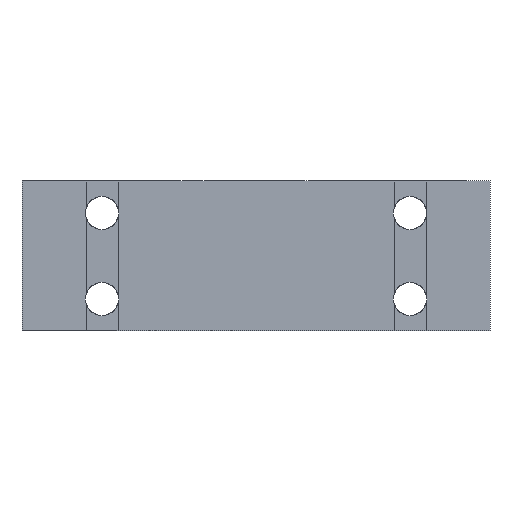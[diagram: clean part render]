
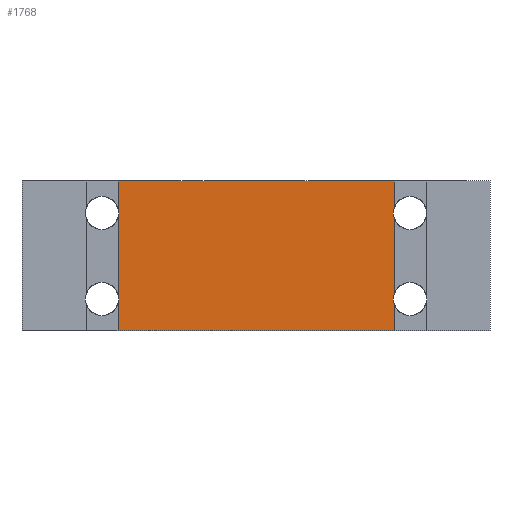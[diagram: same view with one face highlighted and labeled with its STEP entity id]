
A CAD part, front view. The second image highlights one B-rep face of the part: STEP entity #1768.
In plain terms, the highlighted planar face has unit normal (0, -1, 0).
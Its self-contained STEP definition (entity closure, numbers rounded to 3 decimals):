
#3 = CIRCLE ( 'NONE', #1314, 4.15 ) ;
#10 = ORIENTED_EDGE ( 'NONE', *, *, #547, .T. ) ;
#11 = DIRECTION ( 'NONE',  ( 0., -1., 0. ) ) ;
#22 = DIRECTION ( 'NONE',  ( 0., 0., -1. ) ) ;
#59 = EDGE_CURVE ( 'NONE', #1838, #767, #531, .T. ) ;
#70 = ORIENTED_EDGE ( 'NONE', *, *, #727, .F. ) ;
#80 = DIRECTION ( 'NONE',  ( 0., 0., 1. ) ) ;
#86 = VERTEX_POINT ( 'NONE', #332 ) ;
#168 = EDGE_CURVE ( 'NONE', #1025, #1794, #590, .T. ) ;
#200 = VERTEX_POINT ( 'NONE', #2262 ) ;
#229 = VECTOR ( 'NONE', #22, 1000. ) ;
#245 = DIRECTION ( 'NONE',  ( 0., 0., -1. ) ) ;
#258 = VERTEX_POINT ( 'NONE', #1217 ) ;
#263 = VECTOR ( 'NONE', #906, 1000. ) ;
#293 = DIRECTION ( 'NONE',  ( 0., 0., 1. ) ) ;
#320 = CARTESIAN_POINT ( 'NONE',  ( -34.5, 0., 3.394 ) ) ;
#332 = CARTESIAN_POINT ( 'NONE',  ( -34.5, 0., 5.606 ) ) ;
#341 = LINE ( 'NONE', #1991, #263 ) ;
#354 = ORIENTED_EDGE ( 'NONE', *, *, #59, .T. ) ;
#375 = LINE ( 'NONE', #1097, #1733 ) ;
#380 = VECTOR ( 'NONE', #624, 1000. ) ;
#390 = DIRECTION ( 'NONE',  ( 0., 1., 0. ) ) ;
#414 = CIRCLE ( 'NONE', #1274, 4.15 ) ;
#447 = EDGE_CURVE ( 'NONE', #1025, #86, #3, .T. ) ;
#463 = CARTESIAN_POINT ( 'NONE',  ( -38.5, 0., -17. ) ) ;
#485 = ORIENTED_EDGE ( 'NONE', *, *, #2288, .T. ) ;
#497 = AXIS2_PLACEMENT_3D ( 'NONE', #975, #1732, #80 ) ;
#531 = LINE ( 'NONE', #1845, #229 ) ;
#547 = EDGE_CURVE ( 'NONE', #1115, #679, #1508, .T. ) ;
#573 = ORIENTED_EDGE ( 'NONE', *, *, #615, .F. ) ;
#589 = CARTESIAN_POINT ( 'NONE',  ( -34.5, 0., -15.894 ) ) ;
#590 = LINE ( 'NONE', #761, #1731 ) ;
#615 = EDGE_CURVE ( 'NONE', #2345, #258, #1866, .T. ) ;
#624 = DIRECTION ( 'NONE',  ( 0., 0., -1. ) ) ;
#639 = ORIENTED_EDGE ( 'NONE', *, *, #168, .T. ) ;
#650 = CARTESIAN_POINT ( 'NONE',  ( 34.5, 0., -18.106 ) ) ;
#679 = VERTEX_POINT ( 'NONE', #1215 ) ;
#706 = VERTEX_POINT ( 'NONE', #858 ) ;
#727 = EDGE_CURVE ( 'NONE', #1377, #679, #1007, .T. ) ;
#761 = CARTESIAN_POINT ( 'NONE',  ( -34.5, 0., 12.5 ) ) ;
#767 = VERTEX_POINT ( 'NONE', #1263 ) ;
#794 = CARTESIAN_POINT ( 'NONE',  ( 34.5, 0., 12.5 ) ) ;
#818 = CARTESIAN_POINT ( 'NONE',  ( 34.5, 0., 12.5 ) ) ;
#858 = CARTESIAN_POINT ( 'NONE',  ( -34.5, 0., 12.5 ) ) ;
#862 = ORIENTED_EDGE ( 'NONE', *, *, #1370, .T. ) ;
#906 = DIRECTION ( 'NONE',  ( 0., 0., -1. ) ) ;
#920 = ORIENTED_EDGE ( 'NONE', *, *, #1737, .T. ) ;
#975 = CARTESIAN_POINT ( 'NONE',  ( 0., 0., 12.5 ) ) ;
#980 = ORIENTED_EDGE ( 'NONE', *, *, #1640, .F. ) ;
#987 = CARTESIAN_POINT ( 'NONE',  ( 38.5, 0., -17. ) ) ;
#1007 = LINE ( 'NONE', #818, #2358 ) ;
#1025 = VERTEX_POINT ( 'NONE', #320 ) ;
#1081 = ORIENTED_EDGE ( 'NONE', *, *, #447, .F. ) ;
#1097 = CARTESIAN_POINT ( 'NONE',  ( 0., 0., 12.5 ) ) ;
#1115 = VERTEX_POINT ( 'NONE', #1585 ) ;
#1116 = CIRCLE ( 'NONE', #1349, 4.15 ) ;
#1163 = LINE ( 'NONE', #1720, #1434 ) ;
#1171 = DIRECTION ( 'NONE',  ( 0., 0., 1. ) ) ;
#1215 = CARTESIAN_POINT ( 'NONE',  ( 34.5, 0., 5.606 ) ) ;
#1217 = CARTESIAN_POINT ( 'NONE',  ( 34.5, 0., -25. ) ) ;
#1219 = DIRECTION ( 'NONE',  ( 0., -1., 0. ) ) ;
#1239 = EDGE_LOOP ( 'NONE', ( #1081, #639, #980, #354, #485, #573, #862, #2314, #10, #70, #1575, #920 ) ) ;
#1263 = CARTESIAN_POINT ( 'NONE',  ( -34.5, 0., -25. ) ) ;
#1274 = AXIS2_PLACEMENT_3D ( 'NONE', #987, #1906, #1171 ) ;
#1314 = AXIS2_PLACEMENT_3D ( 'NONE', #1658, #11, #2017 ) ;
#1335 = LINE ( 'NONE', #2232, #1623 ) ;
#1349 = AXIS2_PLACEMENT_3D ( 'NONE', #463, #1219, #293 ) ;
#1370 = EDGE_CURVE ( 'NONE', #2345, #200, #414, .T. ) ;
#1377 = VERTEX_POINT ( 'NONE', #1517 ) ;
#1434 = VECTOR ( 'NONE', #2061, 1000. ) ;
#1508 = CIRCLE ( 'NONE', #2242, 4.15 ) ;
#1515 = DIRECTION ( 'NONE',  ( 0., 0., -1. ) ) ;
#1517 = CARTESIAN_POINT ( 'NONE',  ( 34.5, 0., 12.5 ) ) ;
#1575 = ORIENTED_EDGE ( 'NONE', *, *, #1694, .F. ) ;
#1585 = CARTESIAN_POINT ( 'NONE',  ( 34.5, 0., 3.394 ) ) ;
#1623 = VECTOR ( 'NONE', #245, 1000. ) ;
#1640 = EDGE_CURVE ( 'NONE', #1838, #1794, #1116, .T. ) ;
#1658 = CARTESIAN_POINT ( 'NONE',  ( -38.5, 0., 4.5 ) ) ;
#1690 = DIRECTION ( 'NONE',  ( 0., 0., 1. ) ) ;
#1694 = EDGE_CURVE ( 'NONE', #706, #1377, #375, .T. ) ;
#1702 = PLANE ( 'NONE',  #497 ) ;
#1720 = CARTESIAN_POINT ( 'NONE',  ( 0., 0., -25. ) ) ;
#1723 = FACE_OUTER_BOUND ( 'NONE', #1239, .T. ) ;
#1731 = VECTOR ( 'NONE', #1515, 1000. ) ;
#1732 = DIRECTION ( 'NONE',  ( 0., 1., 0. ) ) ;
#1733 = VECTOR ( 'NONE', #2392, 1000. ) ;
#1737 = EDGE_CURVE ( 'NONE', #706, #86, #341, .T. ) ;
#1746 = DIRECTION ( 'NONE',  ( 0., 0., -1. ) ) ;
#1768 = ADVANCED_FACE ( 'NONE', ( #1723 ), #1702, .F. ) ;
#1794 = VERTEX_POINT ( 'NONE', #589 ) ;
#1838 = VERTEX_POINT ( 'NONE', #2064 ) ;
#1845 = CARTESIAN_POINT ( 'NONE',  ( -34.5, 0., 12.5 ) ) ;
#1866 = LINE ( 'NONE', #794, #380 ) ;
#1906 = DIRECTION ( 'NONE',  ( 0., 1., 0. ) ) ;
#1991 = CARTESIAN_POINT ( 'NONE',  ( -34.5, 0., 12.5 ) ) ;
#2017 = DIRECTION ( 'NONE',  ( 0., 0., 1. ) ) ;
#2055 = CARTESIAN_POINT ( 'NONE',  ( 38.5, 0., 4.5 ) ) ;
#2061 = DIRECTION ( 'NONE',  ( 1., 0., 0. ) ) ;
#2064 = CARTESIAN_POINT ( 'NONE',  ( -34.5, 0., -18.106 ) ) ;
#2232 = CARTESIAN_POINT ( 'NONE',  ( 34.5, 0., 12.5 ) ) ;
#2242 = AXIS2_PLACEMENT_3D ( 'NONE', #2055, #390, #1690 ) ;
#2253 = EDGE_CURVE ( 'NONE', #1115, #200, #1335, .T. ) ;
#2262 = CARTESIAN_POINT ( 'NONE',  ( 34.5, 0., -15.894 ) ) ;
#2288 = EDGE_CURVE ( 'NONE', #767, #258, #1163, .T. ) ;
#2314 = ORIENTED_EDGE ( 'NONE', *, *, #2253, .F. ) ;
#2345 = VERTEX_POINT ( 'NONE', #650 ) ;
#2358 = VECTOR ( 'NONE', #1746, 1000. ) ;
#2392 = DIRECTION ( 'NONE',  ( 1., 0., 0. ) ) ;
